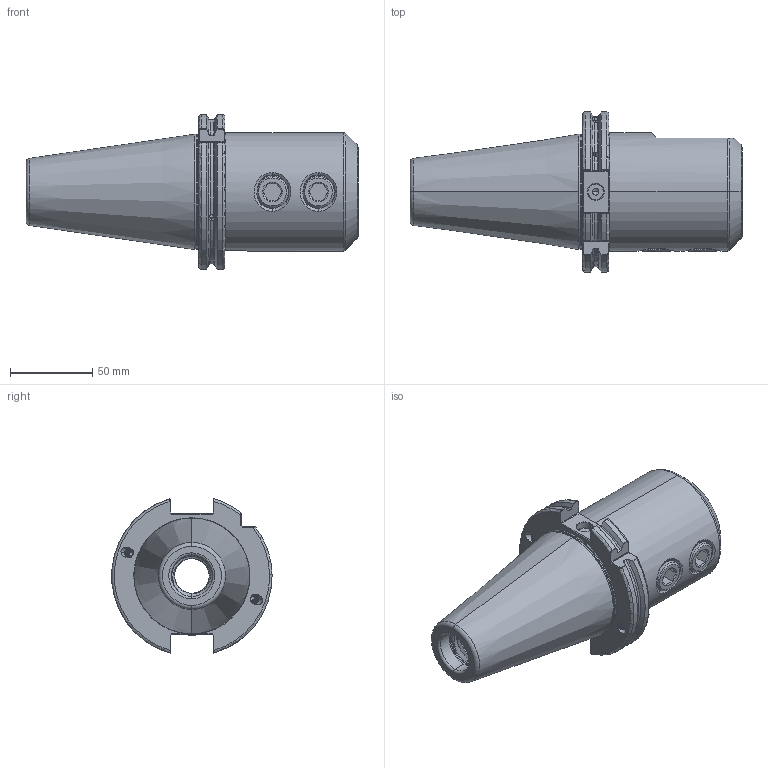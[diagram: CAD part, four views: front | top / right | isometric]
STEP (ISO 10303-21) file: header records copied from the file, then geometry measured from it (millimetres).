
FILE_DESCRIPTION (( 'STEP AP203' ), '1' );
FILE_NAME ('503.04.32.STEP', '2016-11-25T08:05:12', ( '' ), ( '' ), 'SwSTEP 2.0', 'SolidWorks 2012', '' );
FILE_SCHEMA (( 'CONFIG_CONTROL_DESIGN' ));
Length unit declared in the file: millimetre
Products named in the file (3): 側固20_M20x2_20L; 503.04.32
Assembly tree (3 placements, depth 2):
  503.04.32
    503.04.32
    側固20_M20x2_20L  x2
Bounding box: 201.75 x 97.34 x 93.92 mm (x, y, z)
Volume: 572962.2 mm3; surface area: 80205.5 mm2
Topology: 3 solids, 3 shells, 421 faces, 1155 edges, 727 vertices
Faces by surface type: cylinder 191, plane 79, bspline 60, cone 52, torus 39
Entity records: 43316 total; most frequent: CARTESIAN_POINT 34747, ORIENTED_EDGE 2070, DIRECTION 1328, EDGE_CURVE 1035, VERTEX_POINT 660, AXIS2_PLACEMENT_3D 515, EDGE_LOOP 399, ADVANCED_FACE 382
